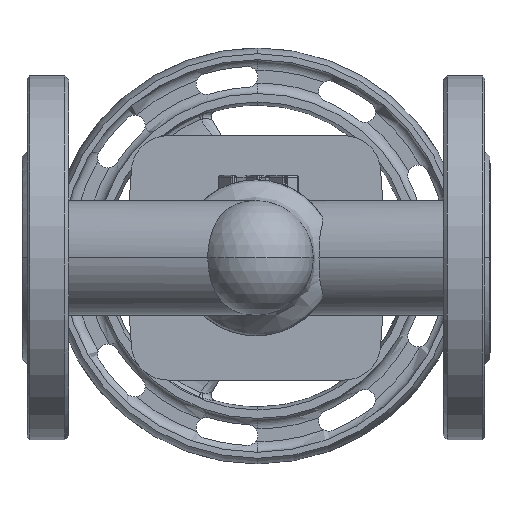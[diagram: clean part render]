
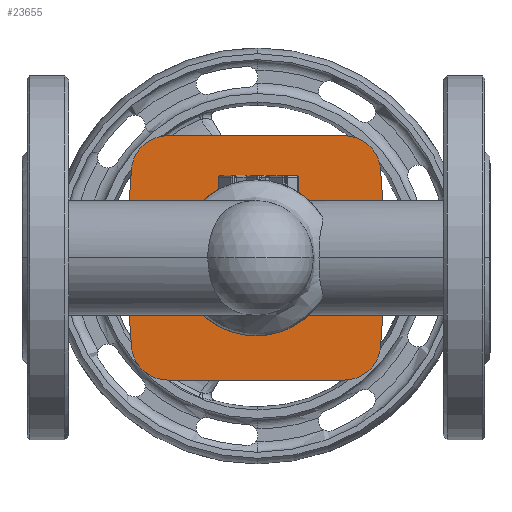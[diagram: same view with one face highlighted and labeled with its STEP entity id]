
A CAD part, front view. The second image highlights one B-rep face of the part: STEP entity #23655.
In plain terms, the highlighted planar face has unit normal (0, -1, 0).
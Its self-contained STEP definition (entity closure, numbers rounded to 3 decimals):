
#24 = FACE_BOUND ( 'NONE', #14049, .T. ) ;
#862 = VECTOR ( 'NONE', #30312, 1000. ) ;
#1542 = AXIS2_PLACEMENT_3D ( 'NONE', #37140, #18408, #40287 ) ;
#1793 = CARTESIAN_POINT ( 'NONE',  ( 33.945, 40., -33. ) ) ;
#1825 = LINE ( 'NONE', #24046, #862 ) ;
#2230 = CARTESIAN_POINT ( 'NONE',  ( -33.945, 40., -33. ) ) ;
#2232 = CARTESIAN_POINT ( 'NONE',  ( 28.823, 40., 8.321 ) ) ;
#2289 = CARTESIAN_POINT ( 'NONE',  ( -47., 40., -47. ) ) ;
#2551 = CARTESIAN_POINT ( 'NONE',  ( 34.413, 40., 0. ) ) ;
#2997 = EDGE_CURVE ( 'NONE', #21151, #15382, #6108, .T. ) ;
#3188 = CARTESIAN_POINT ( 'NONE',  ( 0., 40., 0. ) ) ;
#4012 = CARTESIAN_POINT ( 'NONE',  ( 47.911, 40., 33.977 ) ) ;
#4327 = VERTEX_POINT ( 'NONE', #35913 ) ;
#4345 = CARTESIAN_POINT ( 'NONE',  ( -47.911, 40., 33.977 ) ) ;
#4518 = DIRECTION ( 'NONE',  ( 0., -1., 0. ) ) ;
#4819 = VERTEX_POINT ( 'NONE', #39295 ) ;
#4833 =( BOUNDED_CURVE ( )  B_SPLINE_CURVE ( 3, ( #2551, #5644, #8808, #30763 ),
 .UNSPECIFIED., .F., .F. ) 
 B_SPLINE_CURVE_WITH_KNOTS ( ( 4, 4 ),
 ( 3.142, 3.529 ),
 .UNSPECIFIED. ) 
 CURVE ( )  GEOMETRIC_REPRESENTATION_ITEM ( )  RATIONAL_B_SPLINE_CURVE ( ( 1., 0.988, 0.988, 1. ) ) 
 REPRESENTATION_ITEM ( '' )  );
#4883 = DIRECTION ( 'NONE',  ( 0., 0., -1. ) ) ;
#5010 = ORIENTED_EDGE ( 'NONE', *, *, #6196, .F. ) ;
#5328 = DIRECTION ( 'NONE',  ( 0., 0., -1. ) ) ;
#5382 = DIRECTION ( 'NONE',  ( -0.07, 0., 0.998 ) ) ;
#5441 = VERTEX_POINT ( 'NONE', #8893 ) ;
#5644 = CARTESIAN_POINT ( 'NONE',  ( 34.413, 40., 2.862 ) ) ;
#6108 = CIRCLE ( 'NONE', #24434, 30. ) ;
#6196 = EDGE_CURVE ( 'NONE', #34563, #40264, #39161, .T. ) ;
#6297 = DIRECTION ( 'NONE',  ( 0., 0., -1. ) ) ;
#7015 = CARTESIAN_POINT ( 'NONE',  ( 33.945, 40., 33. ) ) ;
#7392 = CARTESIAN_POINT ( 'NONE',  ( 0., 40., 0. ) ) ;
#7463 = CARTESIAN_POINT ( 'NONE',  ( -50.287, 40., 0. ) ) ;
#7545 = CARTESIAN_POINT ( 'NONE',  ( 0., 40., 0. ) ) ;
#7594 = CIRCLE ( 'NONE', #33603, 14. ) ;
#7696 = CARTESIAN_POINT ( 'NONE',  ( 33.945, 40., -47. ) ) ;
#8808 = CARTESIAN_POINT ( 'NONE',  ( 32.526, 40., 5.671 ) ) ;
#8893 = CARTESIAN_POINT ( 'NONE',  ( -47.911, 40., -33.977 ) ) ;
#9064 = ORIENTED_EDGE ( 'NONE', *, *, #14275, .T. ) ;
#9657 = ORIENTED_EDGE ( 'NONE', *, *, #16625, .F. ) ;
#10106 = CIRCLE ( 'NONE', #35431, 14. ) ;
#10129 = ORIENTED_EDGE ( 'NONE', *, *, #32209, .F. ) ;
#10151 = DIRECTION ( 'NONE',  ( 0., 0., -1. ) ) ;
#10312 = LINE ( 'NONE', #27044, #26014 ) ;
#10546 = DIRECTION ( 'NONE',  ( 0., 0., -1. ) ) ;
#10588 = VECTOR ( 'NONE', #37108, 1000. ) ;
#11176 = ORIENTED_EDGE ( 'NONE', *, *, #13855, .F. ) ;
#11581 = CARTESIAN_POINT ( 'NONE',  ( 32.526, 40., -5.671 ) ) ;
#11629 = EDGE_CURVE ( 'NONE', #14738, #40264, #36195, .T. ) ;
#12286 = ORIENTED_EDGE ( 'NONE', *, *, #11629, .T. ) ;
#12555 = VERTEX_POINT ( 'NONE', #35087 ) ;
#12703 = CARTESIAN_POINT ( 'NONE',  ( 0., 40., 0. ) ) ;
#13809 = CARTESIAN_POINT ( 'NONE',  ( 28.823, 40., -8.321 ) ) ;
#13855 = EDGE_CURVE ( 'NONE', #4327, #14651, #4833, .T. ) ;
#14049 = EDGE_LOOP ( 'NONE', ( #10129, #17816, #9657, #28860, #11176 ) ) ;
#14143 = LINE ( 'NONE', #2289, #38133 ) ;
#14195 = VECTOR ( 'NONE', #23955, 1000. ) ;
#14268 = EDGE_CURVE ( 'NONE', #5441, #16860, #10106, .T. ) ;
#14275 = EDGE_CURVE ( 'NONE', #35755, #14504, #1825, .T. ) ;
#14310 = DIRECTION ( 'NONE',  ( 0.07, 0., 0.998 ) ) ;
#14504 = VERTEX_POINT ( 'NONE', #4012 ) ;
#14651 = VERTEX_POINT ( 'NONE', #2232 ) ;
#14738 = VERTEX_POINT ( 'NONE', #15397 ) ;
#15152 = AXIS2_PLACEMENT_3D ( 'NONE', #12703, #34582, #15885 ) ;
#15382 = VERTEX_POINT ( 'NONE', #13809 ) ;
#15397 = CARTESIAN_POINT ( 'NONE',  ( -33.945, 40., 47. ) ) ;
#15703 = FACE_OUTER_BOUND ( 'NONE', #23948, .T. ) ;
#15885 = DIRECTION ( 'NONE',  ( 0., 0., -1. ) ) ;
#15886 = VERTEX_POINT ( 'NONE', #7696 ) ;
#16625 = EDGE_CURVE ( 'NONE', #38099, #21151, #25767, .T. ) ;
#16860 = VERTEX_POINT ( 'NONE', #21551 ) ;
#17592 = VECTOR ( 'NONE', #27829, 1000. ) ;
#17816 = ORIENTED_EDGE ( 'NONE', *, *, #2997, .F. ) ;
#17869 = CARTESIAN_POINT ( 'NONE',  ( 34.413, 40., 0. ) ) ;
#18408 = DIRECTION ( 'NONE',  ( 0., -1., 0. ) ) ;
#21151 = VERTEX_POINT ( 'NONE', #26085 ) ;
#21551 = CARTESIAN_POINT ( 'NONE',  ( -33.945, 40., -47. ) ) ;
#22088 = EDGE_CURVE ( 'NONE', #14651, #38099, #35824, .T. ) ;
#22667 = ORIENTED_EDGE ( 'NONE', *, *, #39078, .T. ) ;
#22953 = ORIENTED_EDGE ( 'NONE', *, *, #38725, .F. ) ;
#23655 = ADVANCED_FACE ( 'NONE', ( #24, #15703 ), #35737, .T. ) ;
#23729 = DIRECTION ( 'NONE',  ( 0., -1., 0. ) ) ;
#23920 = EDGE_CURVE ( 'NONE', #12555, #14738, #34242, .T. ) ;
#23948 = EDGE_LOOP ( 'NONE', ( #22953, #22667, #39703, #9064, #38010, #29534, #12286, #5010, #29261, #36885 ) ) ;
#23955 = DIRECTION ( 'NONE',  ( 0.07, 0., 0.998 ) ) ;
#24046 = CARTESIAN_POINT ( 'NONE',  ( 50.287, 40., 0. ) ) ;
#24179 = DIRECTION ( 'NONE',  ( 0., -1., 0. ) ) ;
#24361 = CARTESIAN_POINT ( 'NONE',  ( 50.287, 40., 0. ) ) ;
#24434 = AXIS2_PLACEMENT_3D ( 'NONE', #7392, #29329, #10546 ) ;
#25118 = DIRECTION ( 'NONE',  ( 0., -1., 0. ) ) ;
#25767 = CIRCLE ( 'NONE', #26638, 30. ) ;
#26014 = VECTOR ( 'NONE', #14310, 1000. ) ;
#26085 = CARTESIAN_POINT ( 'NONE',  ( 0., 40., -30. ) ) ;
#26474 = DIRECTION ( 'NONE',  ( 0., 0., -1. ) ) ;
#26638 = AXIS2_PLACEMENT_3D ( 'NONE', #3188, #25118, #6297 ) ;
#26934 = CARTESIAN_POINT ( 'NONE',  ( -50.287, 40., 0. ) ) ;
#27044 = CARTESIAN_POINT ( 'NONE',  ( 47., 40., -47. ) ) ;
#27829 = DIRECTION ( 'NONE',  ( -1., 0., 0. ) ) ;
#28347 = CARTESIAN_POINT ( 'NONE',  ( 0., 40., 30. ) ) ;
#28860 = ORIENTED_EDGE ( 'NONE', *, *, #22088, .F. ) ;
#28864 = EDGE_CURVE ( 'NONE', #4819, #35755, #10312, .T. ) ;
#28953 = DIRECTION ( 'NONE',  ( 0., -1., 0. ) ) ;
#29261 = ORIENTED_EDGE ( 'NONE', *, *, #29873, .F. ) ;
#29329 = DIRECTION ( 'NONE',  ( 0., -1., 0. ) ) ;
#29534 = ORIENTED_EDGE ( 'NONE', *, *, #23920, .T. ) ;
#29873 = EDGE_CURVE ( 'NONE', #5441, #34563, #14143, .T. ) ;
#30312 = DIRECTION ( 'NONE',  ( -0.07, 0., 0.998 ) ) ;
#30755 = AXIS2_PLACEMENT_3D ( 'NONE', #7015, #28953, #10151 ) ;
#30763 = CARTESIAN_POINT ( 'NONE',  ( 28.823, 40., 8.321 ) ) ;
#30976 = CARTESIAN_POINT ( 'NONE',  ( 47., 40., 47. ) ) ;
#32209 = EDGE_CURVE ( 'NONE', #15382, #4327, #32973, .T. ) ;
#32498 = EDGE_CURVE ( 'NONE', #14504, #12555, #36796, .T. ) ;
#32973 =( BOUNDED_CURVE ( )  B_SPLINE_CURVE ( 3, ( #33471, #11581, #36589, #17869 ),
 .UNSPECIFIED., .F., .F. ) 
 B_SPLINE_CURVE_WITH_KNOTS ( ( 4, 4 ),
 ( 2.754, 3.142 ),
 .UNSPECIFIED. ) 
 CURVE ( )  GEOMETRIC_REPRESENTATION_ITEM ( )  RATIONAL_B_SPLINE_CURVE ( ( 1., 0.988, 0.988, 1. ) ) 
 REPRESENTATION_ITEM ( '' )  );
#33471 = CARTESIAN_POINT ( 'NONE',  ( 28.823, 40., -8.321 ) ) ;
#33603 = AXIS2_PLACEMENT_3D ( 'NONE', #1793, #23729, #4883 ) ;
#33972 = CARTESIAN_POINT ( 'NONE',  ( 47., 40., -47. ) ) ;
#34242 = LINE ( 'NONE', #30976, #17592 ) ;
#34563 = VERTEX_POINT ( 'NONE', #7463 ) ;
#34569 = LINE ( 'NONE', #33972, #10588 ) ;
#34582 = DIRECTION ( 'NONE',  ( 0., -1., 0. ) ) ;
#35087 = CARTESIAN_POINT ( 'NONE',  ( 33.945, 40., 47. ) ) ;
#35431 = AXIS2_PLACEMENT_3D ( 'NONE', #2230, #24179, #5328 ) ;
#35737 = PLANE ( 'NONE',  #39037 ) ;
#35755 = VERTEX_POINT ( 'NONE', #24361 ) ;
#35824 = CIRCLE ( 'NONE', #15152, 30. ) ;
#35913 = CARTESIAN_POINT ( 'NONE',  ( 34.413, 40., 0. ) ) ;
#36195 = CIRCLE ( 'NONE', #1542, 14. ) ;
#36589 = CARTESIAN_POINT ( 'NONE',  ( 34.413, 40., -2.862 ) ) ;
#36796 = CIRCLE ( 'NONE', #30755, 14. ) ;
#36885 = ORIENTED_EDGE ( 'NONE', *, *, #14268, .T. ) ;
#37108 = DIRECTION ( 'NONE',  ( -1., 0., 0. ) ) ;
#37140 = CARTESIAN_POINT ( 'NONE',  ( -33.945, 40., 33. ) ) ;
#38010 = ORIENTED_EDGE ( 'NONE', *, *, #32498, .T. ) ;
#38099 = VERTEX_POINT ( 'NONE', #28347 ) ;
#38133 = VECTOR ( 'NONE', #5382, 1000. ) ;
#38725 = EDGE_CURVE ( 'NONE', #15886, #16860, #34569, .T. ) ;
#39037 = AXIS2_PLACEMENT_3D ( 'NONE', #7545, #4518, #26474 ) ;
#39078 = EDGE_CURVE ( 'NONE', #15886, #4819, #7594, .T. ) ;
#39161 = LINE ( 'NONE', #26934, #14195 ) ;
#39295 = CARTESIAN_POINT ( 'NONE',  ( 47.911, 40., -33.977 ) ) ;
#39703 = ORIENTED_EDGE ( 'NONE', *, *, #28864, .T. ) ;
#40264 = VERTEX_POINT ( 'NONE', #4345 ) ;
#40287 = DIRECTION ( 'NONE',  ( 0., 0., -1. ) ) ;
